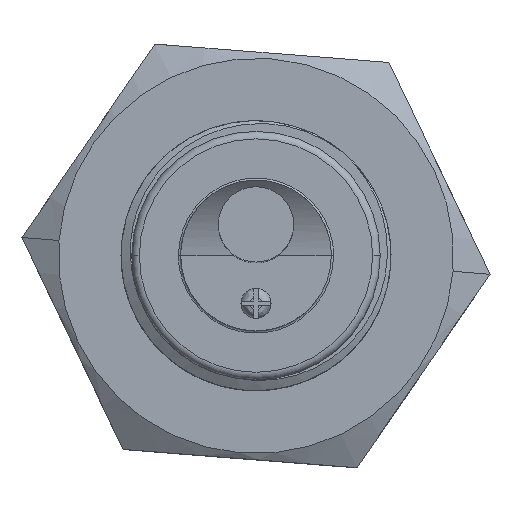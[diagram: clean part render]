
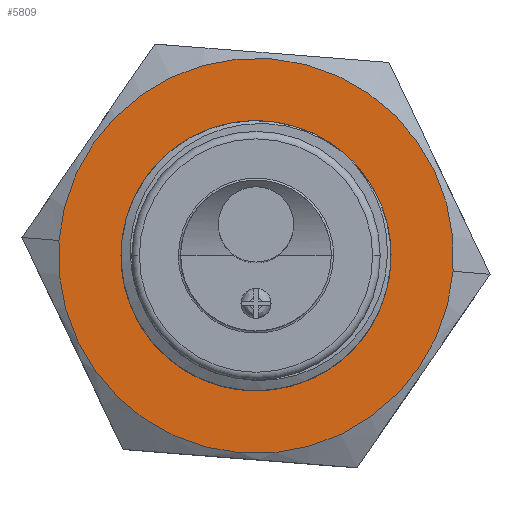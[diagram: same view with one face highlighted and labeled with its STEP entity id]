
A CAD part, top view. The second image highlights one B-rep face of the part: STEP entity #5809.
In plain terms, the highlighted planar face has unit normal (0, 0, 1).
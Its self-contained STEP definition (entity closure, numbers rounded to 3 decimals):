
#114 = DIRECTION ( 'NONE',  ( 0., -1., 0. ) ) ;
#1529 = EDGE_CURVE ( 'NONE', #30213, #9688, #26970, .T. ) ;
#2383 = FACE_BOUND ( 'NONE', #9134, .T. ) ;
#3134 = CARTESIAN_POINT ( 'NONE',  ( 0., 0., 32.455 ) ) ;
#4359 = CARTESIAN_POINT ( 'NONE',  ( 0., -8.027, 32.455 ) ) ;
#4522 = ORIENTED_EDGE ( 'NONE', *, *, #6368, .T. ) ;
#4925 = EDGE_CURVE ( 'NONE', #30162, #17994, #8561, .T. ) ;
#5680 = DIRECTION ( 'NONE',  ( -1., 0., 0. ) ) ;
#5786 = DIRECTION ( 'NONE',  ( 0., 0., 1. ) ) ;
#5809 = ADVANCED_FACE ( 'NONE', ( #2383, #23696 ), #13169, .T. ) ;
#6297 = AXIS2_PLACEMENT_3D ( 'NONE', #3134, #5786, #5680 ) ;
#6368 = EDGE_CURVE ( 'NONE', #9688, #30213, #12607, .T. ) ;
#7761 = ORIENTED_EDGE ( 'NONE', *, *, #4925, .T. ) ;
#8561 = CIRCLE ( 'NONE', #6297, 13.125 ) ;
#9134 = EDGE_LOOP ( 'NONE', ( #20867, #4522 ) ) ;
#9688 = VERTEX_POINT ( 'NONE', #14187 ) ;
#10453 = CARTESIAN_POINT ( 'NONE',  ( 7.794, -13.5, 32.455 ) ) ;
#11824 = AXIS2_PLACEMENT_3D ( 'NONE', #24837, #29315, #114 ) ;
#12607 = CIRCLE ( 'NONE', #11824, 8.027 ) ;
#12956 = DIRECTION ( 'NONE',  ( 1., 0., 0. ) ) ;
#13169 = PLANE ( 'NONE',  #18965 ) ;
#13224 = CARTESIAN_POINT ( 'NONE',  ( -13.125, 0., 32.455 ) ) ;
#14187 = CARTESIAN_POINT ( 'NONE',  ( 0., 8.027, 32.455 ) ) ;
#17994 = VERTEX_POINT ( 'NONE', #13224 ) ;
#18363 = ORIENTED_EDGE ( 'NONE', *, *, #30778, .T. ) ;
#18857 = CARTESIAN_POINT ( 'NONE',  ( 0., 0., 32.455 ) ) ;
#18965 = AXIS2_PLACEMENT_3D ( 'NONE', #10453, #25107, #12956 ) ;
#19058 = DIRECTION ( 'NONE',  ( 0., 0., 1. ) ) ;
#20807 = DIRECTION ( 'NONE',  ( 0., 0., -1. ) ) ;
#20867 = ORIENTED_EDGE ( 'NONE', *, *, #1529, .T. ) ;
#22293 = AXIS2_PLACEMENT_3D ( 'NONE', #25487, #20807, #23252 ) ;
#23252 = DIRECTION ( 'NONE',  ( 0., -1., 0. ) ) ;
#23467 = CIRCLE ( 'NONE', #26756, 13.125 ) ;
#23696 = FACE_OUTER_BOUND ( 'NONE', #29710, .T. ) ;
#24837 = CARTESIAN_POINT ( 'NONE',  ( 0., 0., 32.455 ) ) ;
#25107 = DIRECTION ( 'NONE',  ( 0., 0., 1. ) ) ;
#25487 = CARTESIAN_POINT ( 'NONE',  ( 0., 0., 32.455 ) ) ;
#25833 = CARTESIAN_POINT ( 'NONE',  ( 13.125, 0., 32.455 ) ) ;
#26756 = AXIS2_PLACEMENT_3D ( 'NONE', #18857, #19058, #28759 ) ;
#26970 = CIRCLE ( 'NONE', #22293, 8.027 ) ;
#28759 = DIRECTION ( 'NONE',  ( -1., 0., 0. ) ) ;
#29315 = DIRECTION ( 'NONE',  ( 0., 0., -1. ) ) ;
#29710 = EDGE_LOOP ( 'NONE', ( #18363, #7761 ) ) ;
#30162 = VERTEX_POINT ( 'NONE', #25833 ) ;
#30213 = VERTEX_POINT ( 'NONE', #4359 ) ;
#30778 = EDGE_CURVE ( 'NONE', #17994, #30162, #23467, .T. ) ;
